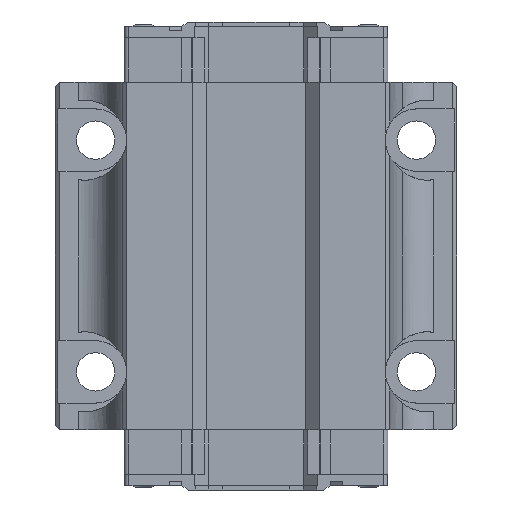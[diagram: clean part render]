
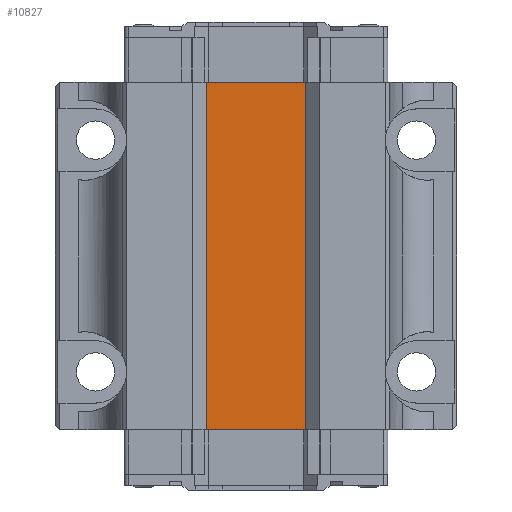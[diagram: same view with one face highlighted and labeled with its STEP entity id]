
A CAD part, front view. The second image highlights one B-rep face of the part: STEP entity #10827.
In plain terms, the highlighted planar face has unit normal (0, -1, 0).
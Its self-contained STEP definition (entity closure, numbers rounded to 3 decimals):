
#1429=FACE_OUTER_BOUND('',#2039,.T.);
#2039=EDGE_LOOP('',(#9842,#9843,#9844,#9845));
#2948=LINE('',#17371,#4064);
#2994=LINE('',#17518,#4110);
#3155=LINE('',#18146,#4271);
#3156=LINE('',#18148,#4272);
#4064=VECTOR('',#14243,10.);
#4110=VECTOR('',#14403,10.);
#4271=VECTOR('',#14842,10.);
#4272=VECTOR('',#14845,10.);
#5104=VERTEX_POINT('',#17368);
#5105=VERTEX_POINT('',#17370);
#5148=VERTEX_POINT('',#17515);
#5149=VERTEX_POINT('',#17517);
#6508=EDGE_CURVE('',#5104,#5105,#2948,.T.);
#6580=EDGE_CURVE('',#5148,#5149,#2994,.T.);
#6811=EDGE_CURVE('',#5104,#5149,#3155,.T.);
#6812=EDGE_CURVE('',#5105,#5148,#3156,.T.);
#9842=ORIENTED_EDGE('',*,*,#6811,.T.);
#9843=ORIENTED_EDGE('',*,*,#6580,.F.);
#9844=ORIENTED_EDGE('',*,*,#6812,.F.);
#9845=ORIENTED_EDGE('',*,*,#6508,.F.);
#10261=PLANE('',#11818);
#10827=ADVANCED_FACE('',(#1429),#10261,.T.);
#11818=AXIS2_PLACEMENT_3D('',#18147,#14843,#14844);
#14243=DIRECTION('',(-1.,0.,0.));
#14403=DIRECTION('',(1.,0.,0.));
#14842=DIRECTION('',(0.,0.,1.));
#14843=DIRECTION('center_axis',(0.,-1.,0.));
#14844=DIRECTION('ref_axis',(1.,0.,0.));
#14845=DIRECTION('',(0.,0.,1.));
#17368=CARTESIAN_POINT('',(11.27,-8.9,-39.));
#17370=CARTESIAN_POINT('',(-11.27,-8.9,-39.));
#17371=CARTESIAN_POINT('',(-11.27,-8.9,-39.));
#17515=CARTESIAN_POINT('',(-11.27,-8.9,39.));
#17517=CARTESIAN_POINT('',(11.27,-8.9,39.));
#17518=CARTESIAN_POINT('',(-11.27,-8.9,39.));
#18146=CARTESIAN_POINT('',(11.27,-8.9,0.));
#18147=CARTESIAN_POINT('Origin',(-11.27,-8.9,0.));
#18148=CARTESIAN_POINT('',(-11.27,-8.9,0.));
